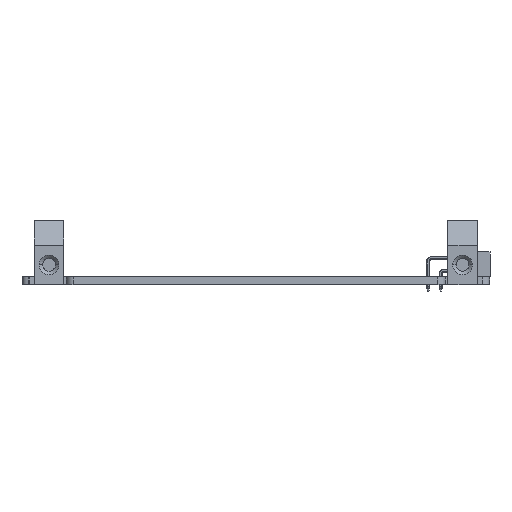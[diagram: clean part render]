
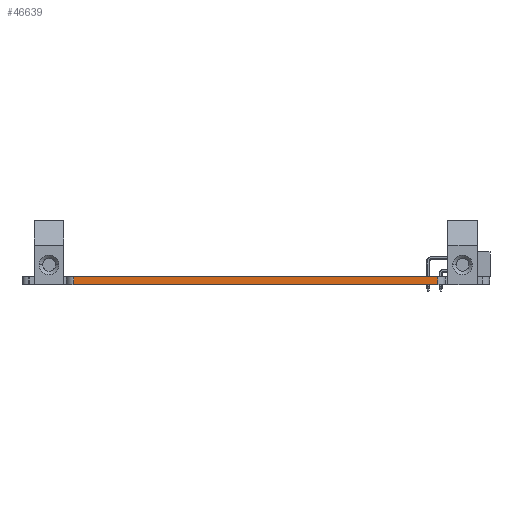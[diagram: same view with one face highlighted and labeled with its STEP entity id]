
A CAD part, left-side view. The second image highlights one B-rep face of the part: STEP entity #46639.
In plain terms, the highlighted planar face has unit normal (-1, 0, 0).
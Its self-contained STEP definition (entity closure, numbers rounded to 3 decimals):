
#45058 = VERTEX_POINT('',#45059);
#45059 = CARTESIAN_POINT('',(75.501,-68.004,0.));
#45065 = EDGE_CURVE('',#45066,#45058,#45068,.T.);
#45066 = VERTEX_POINT('',#45067);
#45067 = CARTESIAN_POINT('',(75.501,-142.004,0.));
#45068 = LINE('',#45069,#45070);
#45069 = CARTESIAN_POINT('',(75.501,-142.004,0.));
#45070 = VECTOR('',#45071,1.);
#45071 = DIRECTION('',(0.,1.,0.));
#45758 = VERTEX_POINT('',#45759);
#45759 = CARTESIAN_POINT('',(75.501,-68.004,1.6));
#45765 = EDGE_CURVE('',#45766,#45758,#45768,.T.);
#45766 = VERTEX_POINT('',#45767);
#45767 = CARTESIAN_POINT('',(75.501,-142.004,1.6));
#45768 = LINE('',#45769,#45770);
#45769 = CARTESIAN_POINT('',(75.501,-142.004,1.6));
#45770 = VECTOR('',#45771,1.);
#45771 = DIRECTION('',(0.,1.,0.));
#46609 = EDGE_CURVE('',#45058,#45758,#46610,.T.);
#46610 = LINE('',#46611,#46612);
#46611 = CARTESIAN_POINT('',(75.501,-68.004,0.));
#46612 = VECTOR('',#46613,1.);
#46613 = DIRECTION('',(0.,0.,1.));
#46639 = ADVANCED_FACE('',(#46640),#46651,.T.);
#46640 = FACE_BOUND('',#46641,.T.);
#46641 = EDGE_LOOP('',(#46642,#46648,#46649,#46650));
#46642 = ORIENTED_EDGE('',*,*,#46643,.T.);
#46643 = EDGE_CURVE('',#45066,#45766,#46644,.T.);
#46644 = LINE('',#46645,#46646);
#46645 = CARTESIAN_POINT('',(75.501,-142.004,0.));
#46646 = VECTOR('',#46647,1.);
#46647 = DIRECTION('',(0.,0.,1.));
#46648 = ORIENTED_EDGE('',*,*,#45765,.T.);
#46649 = ORIENTED_EDGE('',*,*,#46609,.F.);
#46650 = ORIENTED_EDGE('',*,*,#45065,.F.);
#46651 = PLANE('',#46652);
#46652 = AXIS2_PLACEMENT_3D('',#46653,#46654,#46655);
#46653 = CARTESIAN_POINT('',(75.501,-142.004,0.));
#46654 = DIRECTION('',(-1.,0.,0.));
#46655 = DIRECTION('',(0.,1.,0.));
